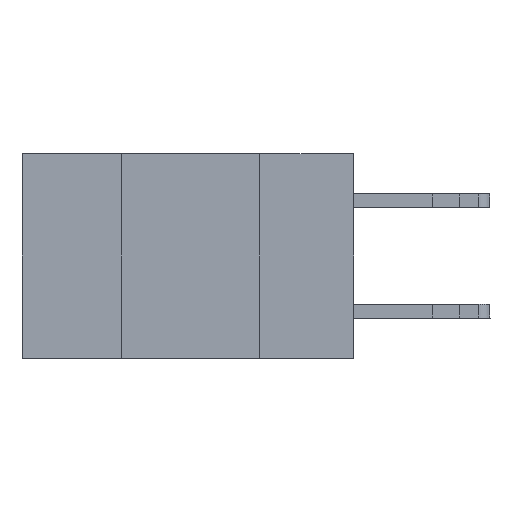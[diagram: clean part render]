
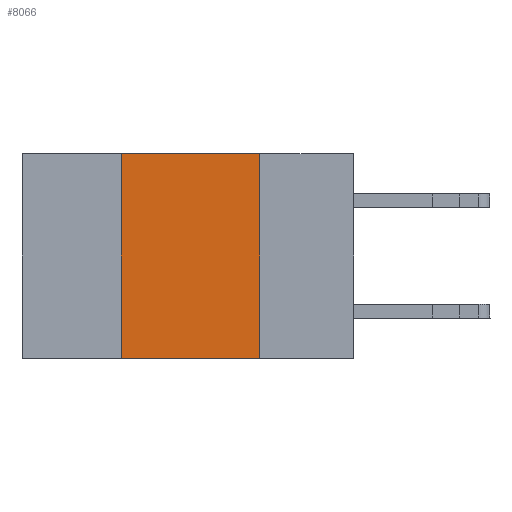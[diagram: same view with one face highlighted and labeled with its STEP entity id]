
A CAD part, left-side view. The second image highlights one B-rep face of the part: STEP entity #8066.
In plain terms, the highlighted planar face has unit normal (-1, 0, 0).
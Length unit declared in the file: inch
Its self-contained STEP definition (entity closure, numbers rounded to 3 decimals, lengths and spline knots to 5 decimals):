
#195 = VECTOR ( 'NONE', #17639, 39.37008 ) ;
#203 = CARTESIAN_POINT ( 'NONE',  ( 0., 0.42, -0.37 ) ) ;
#260 = DIRECTION ( 'NONE',  ( 0., -1., 0. ) ) ;
#1033 = CARTESIAN_POINT ( 'NONE',  ( 0., 0.42, 0. ) ) ;
#2107 = LINE ( 'NONE', #5585, #14890 ) ;
#2835 = PLANE ( 'NONE',  #16313 ) ;
#3661 = EDGE_CURVE ( 'NONE', #14406, #22721, #4216, .T. ) ;
#3789 = DIRECTION ( 'NONE',  ( 0., -1., 0. ) ) ;
#4216 = LINE ( 'NONE', #5892, #12732 ) ;
#4625 = VERTEX_POINT ( 'NONE', #203 ) ;
#5232 = EDGE_LOOP ( 'NONE', ( #15595, #21646, #14295, #18879 ) ) ;
#5585 = CARTESIAN_POINT ( 'NONE',  ( 0., 0.6, -0.37 ) ) ;
#5892 = CARTESIAN_POINT ( 'NONE',  ( 0., 0.6, 0. ) ) ;
#6014 = CARTESIAN_POINT ( 'NONE',  ( 0., 0.17, 0. ) ) ;
#7580 = EDGE_CURVE ( 'NONE', #22721, #13288, #22310, .T. ) ;
#7676 = EDGE_CURVE ( 'NONE', #4625, #14406, #12134, .T. ) ;
#8066 = ADVANCED_FACE ( 'NONE', ( #11757 ), #2835, .F. ) ;
#11757 = FACE_OUTER_BOUND ( 'NONE', #5232, .T. ) ;
#12040 = CARTESIAN_POINT ( 'NONE',  ( 0., 0.17, -0.37 ) ) ;
#12134 = LINE ( 'NONE', #21110, #195 ) ;
#12732 = VECTOR ( 'NONE', #260, 39.37008 ) ;
#13288 = VERTEX_POINT ( 'NONE', #12040 ) ;
#14008 = VECTOR ( 'NONE', #20879, 39.37008 ) ;
#14295 = ORIENTED_EDGE ( 'NONE', *, *, #7676, .F. ) ;
#14406 = VERTEX_POINT ( 'NONE', #1033 ) ;
#14890 = VECTOR ( 'NONE', #3789, 39.37008 ) ;
#15595 = ORIENTED_EDGE ( 'NONE', *, *, #7580, .F. ) ;
#15928 = CARTESIAN_POINT ( 'NONE',  ( 0., 0.6, 0. ) ) ;
#16313 = AXIS2_PLACEMENT_3D ( 'NONE', #15928, #23226, #21432 ) ;
#17046 = CARTESIAN_POINT ( 'NONE',  ( 0., 0.17, 0. ) ) ;
#17523 = EDGE_CURVE ( 'NONE', #4625, #13288, #2107, .T. ) ;
#17639 = DIRECTION ( 'NONE',  ( 0., 0., 1. ) ) ;
#18879 = ORIENTED_EDGE ( 'NONE', *, *, #17523, .T. ) ;
#20879 = DIRECTION ( 'NONE',  ( 0., 0., -1. ) ) ;
#21110 = CARTESIAN_POINT ( 'NONE',  ( 0., 0.42, 0. ) ) ;
#21432 = DIRECTION ( 'NONE',  ( 0., 0., -1. ) ) ;
#21646 = ORIENTED_EDGE ( 'NONE', *, *, #3661, .F. ) ;
#22310 = LINE ( 'NONE', #17046, #14008 ) ;
#22721 = VERTEX_POINT ( 'NONE', #6014 ) ;
#23226 = DIRECTION ( 'NONE',  ( 1., 0., 0. ) ) ;
